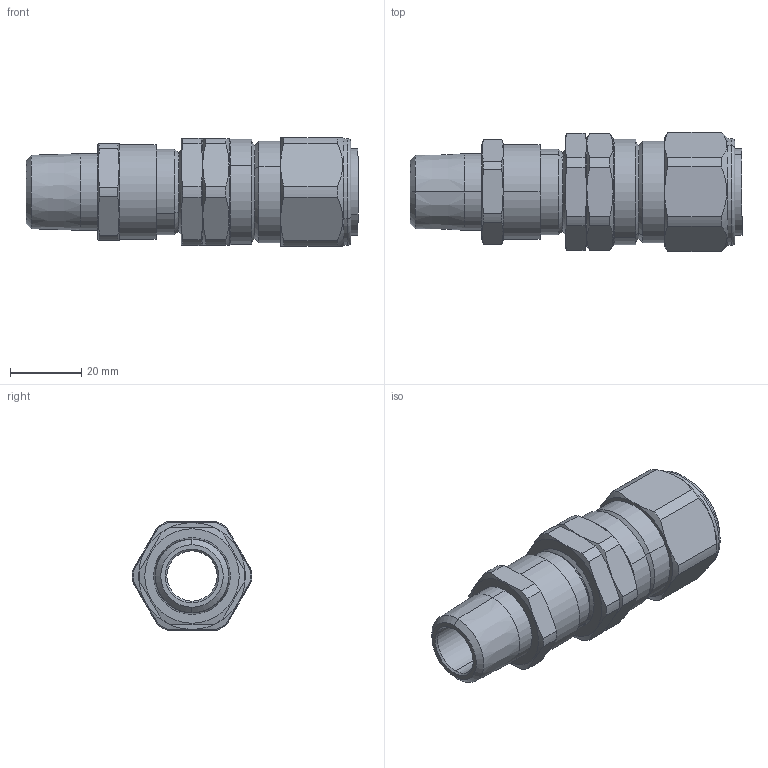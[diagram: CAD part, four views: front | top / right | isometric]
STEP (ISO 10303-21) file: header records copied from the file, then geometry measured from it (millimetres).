
FILE_DESCRIPTION (( 'STEP AP203' ), '1' );
FILE_NAME ('20E%1RA031.STEP', '2021-04-21T10:24:39', ( '' ), ( '' ), 'SwSTEP 2.0', 'SolidWorks 2017', '' );
FILE_SCHEMA (( 'CONFIG_CONTROL_DESIGN' ));
Length unit declared in the file: millimetre
Products named in the file (1): 20E%1RA031
Bounding box: 93.2 x 33.54 x 30.54 mm (x, y, z)
Volume: 31040.5 mm3; surface area: 15216.5 mm2
Topology: 1 solids, 1 shells, 140 faces, 330 edges, 202 vertices
Faces by surface type: cone 52, cylinder 46, plane 36, torus 6
Entity records: 4371 total; most frequent: CARTESIAN_POINT 1109, DIRECTION 684, ORIENTED_EDGE 660, EDGE_CURVE 330, AXIS2_PLACEMENT_3D 293, VERTEX_POINT 202, CIRCLE 152, EDGE_LOOP 152
